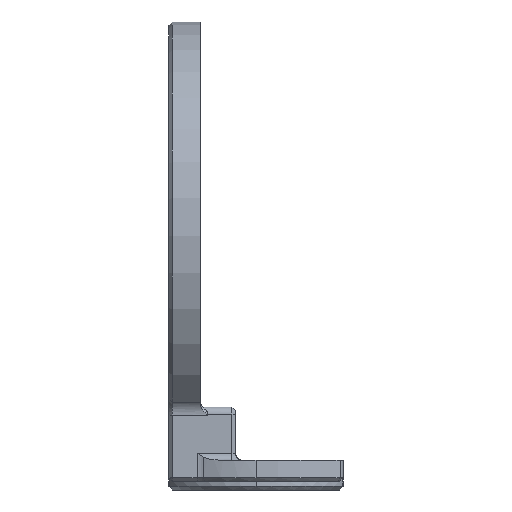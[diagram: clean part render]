
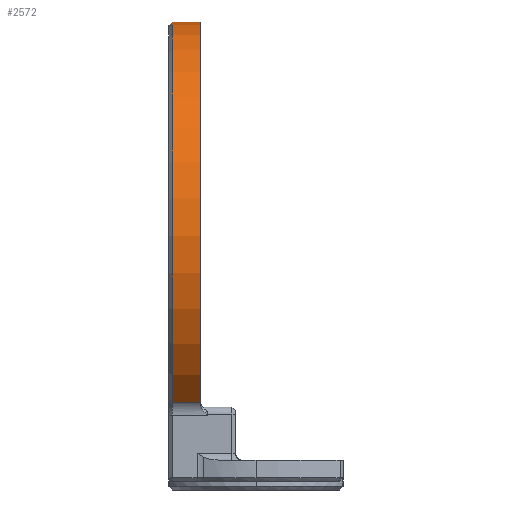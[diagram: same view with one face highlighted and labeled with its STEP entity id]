
A CAD part, left-side view. The second image highlights one B-rep face of the part: STEP entity #2572.
In plain terms, the highlighted cylindrical face has radius 62 mm (diameter 124 mm), a partial arc.
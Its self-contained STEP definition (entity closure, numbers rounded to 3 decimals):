
#256 = DIRECTION ( 'NONE',  ( 0., 1., 0. ) ) ;
#347 = CARTESIAN_POINT ( 'NONE',  ( -41.118, 15.85, 25.096 ) ) ;
#497 = CARTESIAN_POINT ( 'NONE',  ( 0., 15.85, 133.5 ) ) ;
#509 = ORIENTED_EDGE ( 'NONE', *, *, #2791, .T. ) ;
#813 = DIRECTION ( 'NONE',  ( 0., 0., 1. ) ) ;
#880 = FACE_OUTER_BOUND ( 'NONE', #4450, .T. ) ;
#1071 = VECTOR ( 'NONE', #3834, 1000. ) ;
#1110 = DIRECTION ( 'NONE',  ( 0., 1., 0. ) ) ;
#1143 = VERTEX_POINT ( 'NONE', #497 ) ;
#1247 = AXIS2_PLACEMENT_3D ( 'NONE', #4278, #4743, #3722 ) ;
#1449 = VECTOR ( 'NONE', #1110, 1000. ) ;
#2030 = CIRCLE ( 'NONE', #1247, 62. ) ;
#2171 = CYLINDRICAL_SURFACE ( 'NONE', #4083, 62. ) ;
#2227 = EDGE_CURVE ( 'NONE', #2527, #1143, #2030, .T. ) ;
#2527 = VERTEX_POINT ( 'NONE', #347 ) ;
#2572 = ADVANCED_FACE ( 'NONE', ( #880 ), #2171, .T. ) ;
#2645 = VERTEX_POINT ( 'NONE', #3769 ) ;
#2733 = CARTESIAN_POINT ( 'NONE',  ( 0., 23.85, 71.5 ) ) ;
#2760 = VERTEX_POINT ( 'NONE', #5772 ) ;
#2791 = EDGE_CURVE ( 'NONE', #1143, #2760, #4899, .T. ) ;
#2924 = ORIENTED_EDGE ( 'NONE', *, *, #3693, .T. ) ;
#3433 = ORIENTED_EDGE ( 'NONE', *, *, #2227, .T. ) ;
#3480 = EDGE_CURVE ( 'NONE', #2760, #2645, #5673, .T. ) ;
#3693 = EDGE_CURVE ( 'NONE', #2645, #2527, #4690, .T. ) ;
#3722 = DIRECTION ( 'NONE',  ( 0., 0., 1. ) ) ;
#3769 = CARTESIAN_POINT ( 'NONE',  ( -41.118, 23.85, 25.096 ) ) ;
#3834 = DIRECTION ( 'NONE',  ( 0., -1., 0. ) ) ;
#3995 = DIRECTION ( 'NONE',  ( 0., 0., 1. ) ) ;
#4083 = AXIS2_PLACEMENT_3D ( 'NONE', #4092, #256, #3995 ) ;
#4092 = CARTESIAN_POINT ( 'NONE',  ( 0., 15.85, 71.5 ) ) ;
#4278 = CARTESIAN_POINT ( 'NONE',  ( 0., 15.85, 71.5 ) ) ;
#4315 = CARTESIAN_POINT ( 'NONE',  ( -41.118, 15.85, 25.096 ) ) ;
#4450 = EDGE_LOOP ( 'NONE', ( #3433, #509, #5521, #2924 ) ) ;
#4556 = DIRECTION ( 'NONE',  ( 0., -1., 0. ) ) ;
#4690 = LINE ( 'NONE', #4315, #1071 ) ;
#4743 = DIRECTION ( 'NONE',  ( 0., 1., 0. ) ) ;
#4767 = CARTESIAN_POINT ( 'NONE',  ( 0., 15.85, 133.5 ) ) ;
#4899 = LINE ( 'NONE', #4767, #1449 ) ;
#5521 = ORIENTED_EDGE ( 'NONE', *, *, #3480, .T. ) ;
#5673 = CIRCLE ( 'NONE', #5970, 62. ) ;
#5772 = CARTESIAN_POINT ( 'NONE',  ( 0., 23.85, 133.5 ) ) ;
#5970 = AXIS2_PLACEMENT_3D ( 'NONE', #2733, #4556, #813 ) ;
